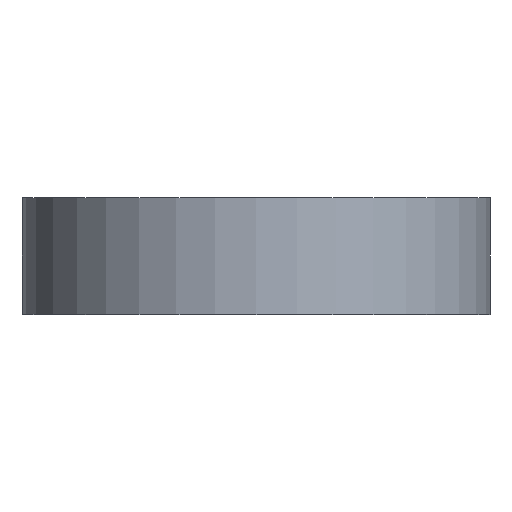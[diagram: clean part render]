
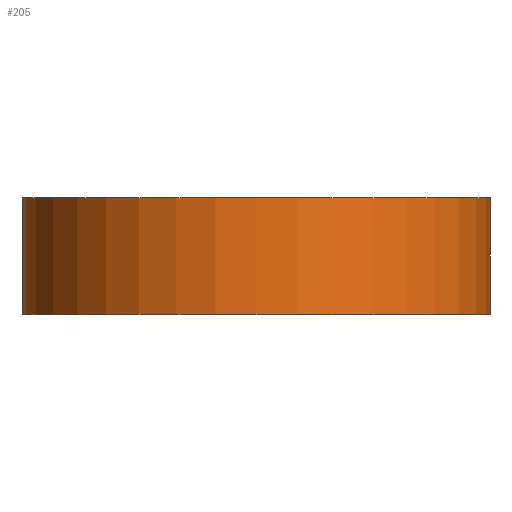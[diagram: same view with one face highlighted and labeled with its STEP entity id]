
A CAD part, front view. The second image highlights one B-rep face of the part: STEP entity #205.
In plain terms, the highlighted cylindrical face has radius 5 mm (diameter 10 mm), a partial arc.
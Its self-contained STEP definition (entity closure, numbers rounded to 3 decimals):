
#2 = LINE ( 'NONE', #223, #145 ) ;
#5 = AXIS2_PLACEMENT_3D ( 'NONE', #261, #38, #112 ) ;
#9 = CARTESIAN_POINT ( 'NONE',  ( -5., -30.25, 2.5 ) ) ;
#38 = DIRECTION ( 'NONE',  ( 0., 0., 1. ) ) ;
#72 = DIRECTION ( 'NONE',  ( 1., 0., 0. ) ) ;
#75 = CARTESIAN_POINT ( 'NONE',  ( 0., -30.25, 0. ) ) ;
#86 = CIRCLE ( 'NONE', #5, 5. ) ;
#88 = CIRCLE ( 'NONE', #244, 5. ) ;
#90 = VERTEX_POINT ( 'NONE', #9 ) ;
#112 = DIRECTION ( 'NONE',  ( 1., 0., 0. ) ) ;
#122 = CARTESIAN_POINT ( 'NONE',  ( 0., -30.25, 2.5 ) ) ;
#142 = DIRECTION ( 'NONE',  ( 0., 0., -1. ) ) ;
#145 = VECTOR ( 'NONE', #142, 1000. ) ;
#146 = DIRECTION ( 'NONE',  ( 0., 0., 1. ) ) ;
#152 = CYLINDRICAL_SURFACE ( 'NONE', #155, 5. ) ;
#153 = EDGE_CURVE ( 'NONE', #90, #405, #86, .T. ) ;
#155 = AXIS2_PLACEMENT_3D ( 'NONE', #122, #303, #338 ) ;
#160 = ORIENTED_EDGE ( 'NONE', *, *, #345, .T. ) ;
#193 = VERTEX_POINT ( 'NONE', #456 ) ;
#197 = EDGE_CURVE ( 'NONE', #405, #193, #385, .T. ) ;
#204 = ORIENTED_EDGE ( 'NONE', *, *, #153, .F. ) ;
#205 = ADVANCED_FACE ( 'NONE', ( #348 ), #152, .T. ) ;
#210 = VECTOR ( 'NONE', #464, 1000. ) ;
#223 = CARTESIAN_POINT ( 'NONE',  ( -5., -30.25, 2.5 ) ) ;
#244 = AXIS2_PLACEMENT_3D ( 'NONE', #75, #146, #72 ) ;
#247 = ORIENTED_EDGE ( 'NONE', *, *, #317, .T. ) ;
#261 = CARTESIAN_POINT ( 'NONE',  ( 0., -30.25, 2.5 ) ) ;
#277 = EDGE_LOOP ( 'NONE', ( #247, #439, #204, #160 ) ) ;
#303 = DIRECTION ( 'NONE',  ( 0., 0., -1. ) ) ;
#317 = EDGE_CURVE ( 'NONE', #325, #193, #88, .T. ) ;
#325 = VERTEX_POINT ( 'NONE', #383 ) ;
#338 = DIRECTION ( 'NONE',  ( -1., 0., 0. ) ) ;
#345 = EDGE_CURVE ( 'NONE', #90, #325, #2, .T. ) ;
#348 = FACE_OUTER_BOUND ( 'NONE', #277, .T. ) ;
#383 = CARTESIAN_POINT ( 'NONE',  ( -5., -30.25, 0. ) ) ;
#385 = LINE ( 'NONE', #462, #210 ) ;
#405 = VERTEX_POINT ( 'NONE', #448 ) ;
#439 = ORIENTED_EDGE ( 'NONE', *, *, #197, .F. ) ;
#448 = CARTESIAN_POINT ( 'NONE',  ( 5., -30.25, 2.5 ) ) ;
#456 = CARTESIAN_POINT ( 'NONE',  ( 5., -30.25, 0. ) ) ;
#462 = CARTESIAN_POINT ( 'NONE',  ( 5., -30.25, 2.5 ) ) ;
#464 = DIRECTION ( 'NONE',  ( 0., 0., -1. ) ) ;
